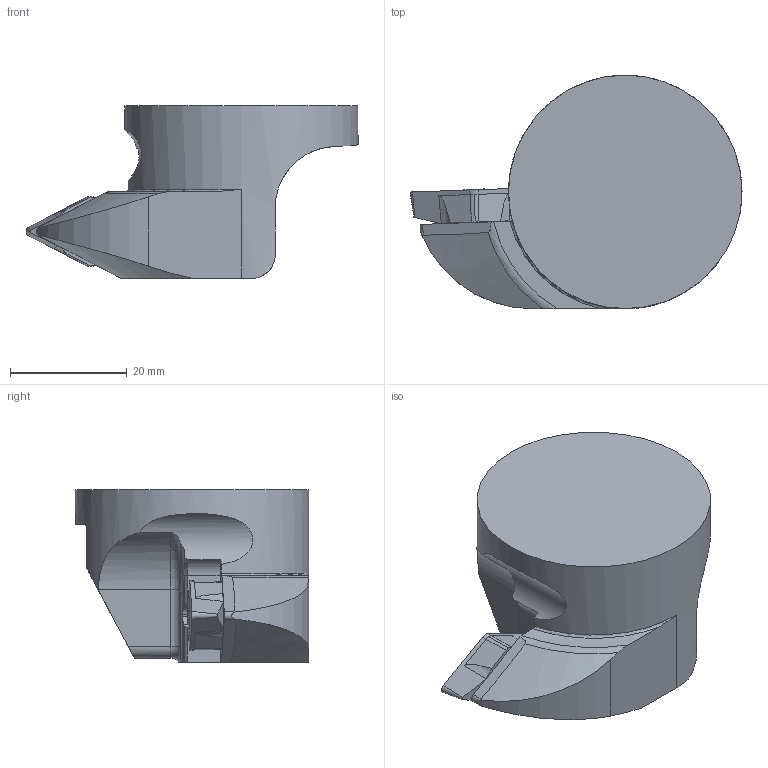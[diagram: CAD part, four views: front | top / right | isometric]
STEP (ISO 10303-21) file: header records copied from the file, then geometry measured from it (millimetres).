
FILE_DESCRIPTION(/* description */ (''),/* implementation_level */ '2;1');
FILE_NAME(/* name */ '1642476530347.stp',/* time_stamp */ '2022-01-18T08:59:06+05:00',/* author */ (''),/* organization */ ('SMS'),/* preprocessor_version */ 'ST-DEVELOPER v16.7',/* originating_system */ 'SIEMENS PLM Software NX 12.0',/* authorisation */ '');
FILE_SCHEMA (('AUTOMOTIVE_DESIGN { 1 0 10303 214 3 1 1 1 }'));
Length unit declared in the file: millimetre
Products named in the file (4): ASSEMBLY_CONSTRUCTION; 202599669mod000_00; 202026326mod000_01; 201571571mod000_02
Assembly tree (3 placements, depth 2):
  201571571mod000_02
    202026326mod000_01
    202599669mod000_00
    ASSEMBLY_CONSTRUCTION
Bounding box: 56.87 x 40 x 29.5 mm (x, y, z)
Volume: 27449.9 mm3; surface area: 6793.8 mm2
Topology: 2 solids, 2 shells, 104 faces, 278 edges, 185 vertices
Faces by surface type: plane 51, cylinder 23, cone 12, torus 9, extrusion 8, sphere 1
Full cylindrical faces by diameter (mm): 3.5 x1, 3.7 x1, 5.25 x1, 40 x1
Entity records: 3624 total; most frequent: CARTESIAN_POINT 929, DIRECTION 534, ORIENTED_EDGE 526, EDGE_CURVE 263, AXIS2_PLACEMENT_3D 195, VERTEX_POINT 173, VECTOR 144, LINE 136
